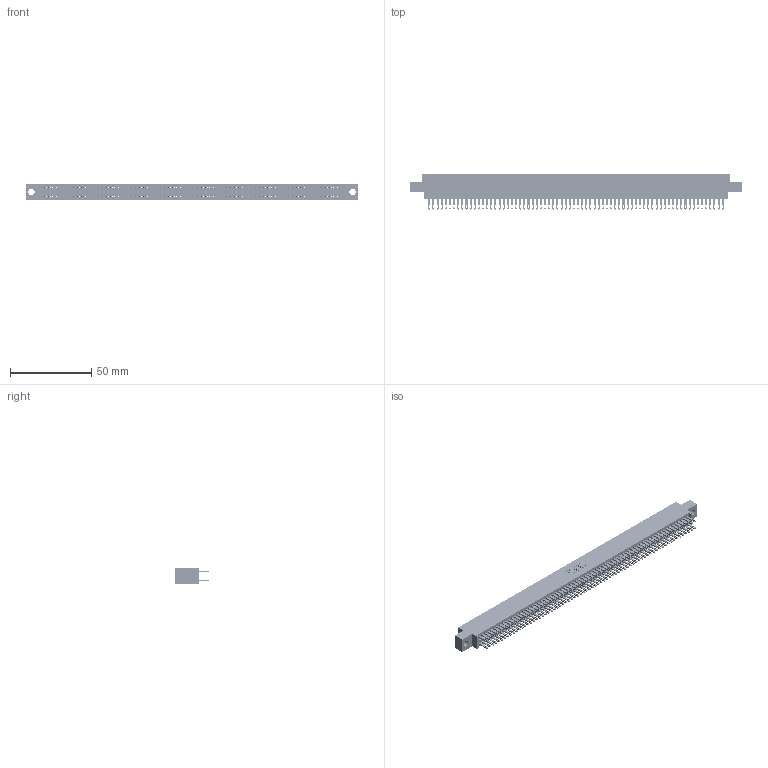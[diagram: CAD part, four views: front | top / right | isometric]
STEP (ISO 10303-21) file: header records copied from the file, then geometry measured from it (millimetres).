
FILE_DESCRIPTION (( 'STEP AP203' ), '1' );
FILE_NAME ('895-144-500-804.STEP', '2020-10-13T20:41:03', ( '' ), ( '' ), 'SwSTEP 2.0', 'SolidWorks 2020', '' );
FILE_SCHEMA (( 'CONFIG_CONTROL_DESIGN' ));
Length unit declared in the file: inch
Products named in the file (3): 845 Part_0.170 Offset - 0.156 Dia-TH; 895-144-500-804; 345-292-001_345-293-100
Assembly tree (145 placements, depth 2):
  895-144-500-804
    845 Part_0.170 Offset - 0.156 Dia-TH
    345-292-001_345-293-100  x144
Bounding box: 204.09 x 21.51 x 9.4 mm (x, y, z)
Volume: 20342.7 mm3; surface area: 32078.3 mm2
Topology: 145 solids, 145 shells, 6754 faces, 20657 edges, 13770 vertices
Faces by surface type: plane 3972, cylinder 2782
Entity records: 52519 total; most frequent: CARTESIAN_POINT 8776, ORIENTED_EDGE 8710, DIRECTION 7703, EDGE_CURVE 4355, VECTOR 3931, LINE 3931, VERTEX_POINT 2902, AXIS2_PLACEMENT_3D 1886
